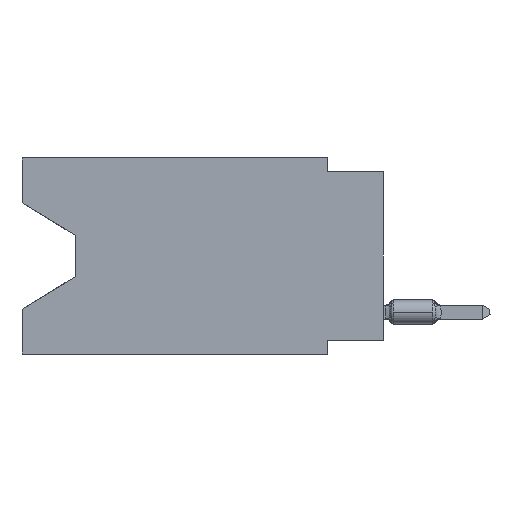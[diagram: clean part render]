
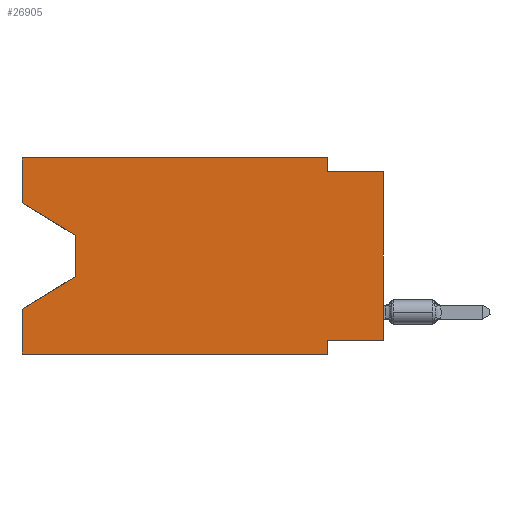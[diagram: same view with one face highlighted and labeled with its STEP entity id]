
A CAD part, left-side view. The second image highlights one B-rep face of the part: STEP entity #26905.
In plain terms, the highlighted planar face has unit normal (-1, 0, 0).
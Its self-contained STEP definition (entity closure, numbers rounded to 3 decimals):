
#378 = CARTESIAN_POINT ( 'NONE',  ( 0., 16.383, -2.038 ) ) ;
#452 = EDGE_CURVE ( 'NONE', #18242, #4245, #36621, .T. ) ;
#812 = LINE ( 'NONE', #29331, #1393 ) ;
#1393 = VECTOR ( 'NONE', #23567, 1000. ) ;
#2241 = VERTEX_POINT ( 'NONE', #2568 ) ;
#2330 = LINE ( 'NONE', #37478, #16646 ) ;
#2568 = CARTESIAN_POINT ( 'NONE',  ( 0., 16.383, -2.038 ) ) ;
#2654 = ORIENTED_EDGE ( 'NONE', *, *, #20419, .T. ) ;
#4197 = VECTOR ( 'NONE', #34562, 1000. ) ;
#4245 = VERTEX_POINT ( 'NONE', #25768 ) ;
#4495 = ORIENTED_EDGE ( 'NONE', *, *, #6901, .T. ) ;
#4834 = EDGE_CURVE ( 'NONE', #28732, #18242, #10587, .T. ) ;
#5901 = VERTEX_POINT ( 'NONE', #26031 ) ;
#6603 = CARTESIAN_POINT ( 'NONE',  ( 0., 0., -0.635 ) ) ;
#6901 = EDGE_CURVE ( 'NONE', #5901, #26899, #812, .T. ) ;
#6977 = CARTESIAN_POINT ( 'NONE',  ( 0., 2.54, -8.255 ) ) ;
#7203 = VECTOR ( 'NONE', #22481, 1000. ) ;
#8011 = DIRECTION ( 'NONE',  ( 0., 0., -1. ) ) ;
#9017 = LINE ( 'NONE', #21577, #4197 ) ;
#9142 = EDGE_CURVE ( 'NONE', #14302, #28732, #9017, .T. ) ;
#9290 = VERTEX_POINT ( 'NONE', #35610 ) ;
#9352 = CARTESIAN_POINT ( 'NONE',  ( 0., 16.383, 0. ) ) ;
#9492 = CARTESIAN_POINT ( 'NONE',  ( 0., 0., -8.255 ) ) ;
#9585 = LINE ( 'NONE', #41538, #39796 ) ;
#9938 = LINE ( 'NONE', #28526, #32634 ) ;
#9966 = CARTESIAN_POINT ( 'NONE',  ( 0., 2.54, -0.635 ) ) ;
#10441 = DIRECTION ( 'NONE',  ( 0., -1., 0. ) ) ;
#10587 = LINE ( 'NONE', #23789, #12874 ) ;
#12778 = DIRECTION ( 'NONE',  ( 0., 0., 1. ) ) ;
#12828 = DIRECTION ( 'NONE',  ( 1., 0., 0. ) ) ;
#12874 = VECTOR ( 'NONE', #14631, 1000. ) ;
#13790 = CARTESIAN_POINT ( 'NONE',  ( 0., 2.54, -8.89 ) ) ;
#13883 = EDGE_CURVE ( 'NONE', #28564, #38138, #9938, .T. ) ;
#13971 = EDGE_CURVE ( 'NONE', #27965, #38138, #27390, .T. ) ;
#14302 = VERTEX_POINT ( 'NONE', #29042 ) ;
#14394 = LINE ( 'NONE', #36942, #32139 ) ;
#14631 = DIRECTION ( 'NONE',  ( 0., 0., -1. ) ) ;
#14758 = ORIENTED_EDGE ( 'NONE', *, *, #4834, .F. ) ;
#15790 = EDGE_CURVE ( 'NONE', #9290, #27965, #34618, .T. ) ;
#16290 = VECTOR ( 'NONE', #21886, 1000. ) ;
#16509 = EDGE_CURVE ( 'NONE', #26899, #30318, #2330, .T. ) ;
#16646 = VECTOR ( 'NONE', #33845, 1000. ) ;
#18242 = VERTEX_POINT ( 'NONE', #9966 ) ;
#18781 = EDGE_CURVE ( 'NONE', #28564, #30318, #14394, .T. ) ;
#20419 = EDGE_CURVE ( 'NONE', #2241, #5901, #26580, .T. ) ;
#21577 = CARTESIAN_POINT ( 'NONE',  ( 0., 16.383, 0. ) ) ;
#21886 = DIRECTION ( 'NONE',  ( 0., 0., 1. ) ) ;
#22182 = DIRECTION ( 'NONE',  ( 0., 0., -1. ) ) ;
#22481 = DIRECTION ( 'NONE',  ( 0., 1., 0. ) ) ;
#23011 = CARTESIAN_POINT ( 'NONE',  ( 0., 2.54, -8.89 ) ) ;
#23316 = VECTOR ( 'NONE', #10441, 1000. ) ;
#23567 = DIRECTION ( 'NONE',  ( 0., 0., -1. ) ) ;
#23789 = CARTESIAN_POINT ( 'NONE',  ( 0., 2.54, 0. ) ) ;
#24067 = ORIENTED_EDGE ( 'NONE', *, *, #38949, .F. ) ;
#24220 = ORIENTED_EDGE ( 'NONE', *, *, #452, .F. ) ;
#24861 = CARTESIAN_POINT ( 'NONE',  ( 0., 0., 0. ) ) ;
#25768 = CARTESIAN_POINT ( 'NONE',  ( 0., 0., -0.635 ) ) ;
#26031 = CARTESIAN_POINT ( 'NONE',  ( 0., 13.97, -3.505 ) ) ;
#26334 = DIRECTION ( 'NONE',  ( 0., -1., 0. ) ) ;
#26580 = LINE ( 'NONE', #378, #31529 ) ;
#26899 = VERTEX_POINT ( 'NONE', #38101 ) ;
#26905 = ADVANCED_FACE ( 'NONE', ( #41103 ), #38514, .F. ) ;
#27112 = ORIENTED_EDGE ( 'NONE', *, *, #18781, .F. ) ;
#27390 = LINE ( 'NONE', #13790, #34660 ) ;
#27965 = VERTEX_POINT ( 'NONE', #6977 ) ;
#28200 = ORIENTED_EDGE ( 'NONE', *, *, #16509, .T. ) ;
#28526 = CARTESIAN_POINT ( 'NONE',  ( 0., 16.383, -8.89 ) ) ;
#28564 = VERTEX_POINT ( 'NONE', #40865 ) ;
#28732 = VERTEX_POINT ( 'NONE', #33978 ) ;
#29042 = CARTESIAN_POINT ( 'NONE',  ( 0., 16.383, 0. ) ) ;
#29188 = EDGE_LOOP ( 'NONE', ( #2654, #4495, #28200, #27112, #29657, #38864, #30054, #37996, #24220, #14758, #32183, #24067 ) ) ;
#29331 = CARTESIAN_POINT ( 'NONE',  ( 0., 13.97, -3.505 ) ) ;
#29657 = ORIENTED_EDGE ( 'NONE', *, *, #13883, .T. ) ;
#30054 = ORIENTED_EDGE ( 'NONE', *, *, #15790, .F. ) ;
#30318 = VERTEX_POINT ( 'NONE', #31419 ) ;
#31278 = AXIS2_PLACEMENT_3D ( 'NONE', #9352, #12828, #22182 ) ;
#31419 = CARTESIAN_POINT ( 'NONE',  ( 0., 16.383, -6.852 ) ) ;
#31529 = VECTOR ( 'NONE', #35708, 1000. ) ;
#32139 = VECTOR ( 'NONE', #36735, 1000. ) ;
#32183 = ORIENTED_EDGE ( 'NONE', *, *, #9142, .F. ) ;
#32634 = VECTOR ( 'NONE', #26334, 1000. ) ;
#32700 = EDGE_CURVE ( 'NONE', #9290, #4245, #40645, .T. ) ;
#33845 = DIRECTION ( 'NONE',  ( 0., 0.855, -0.519 ) ) ;
#33978 = CARTESIAN_POINT ( 'NONE',  ( 0., 2.54, 0. ) ) ;
#34562 = DIRECTION ( 'NONE',  ( 0., -1., 0. ) ) ;
#34618 = LINE ( 'NONE', #9492, #7203 ) ;
#34660 = VECTOR ( 'NONE', #8011, 1000. ) ;
#35610 = CARTESIAN_POINT ( 'NONE',  ( 0., 0., -8.255 ) ) ;
#35708 = DIRECTION ( 'NONE',  ( 0., -0.855, -0.519 ) ) ;
#36621 = LINE ( 'NONE', #6603, #23316 ) ;
#36735 = DIRECTION ( 'NONE',  ( 0., 0., 1. ) ) ;
#36942 = CARTESIAN_POINT ( 'NONE',  ( 0., 16.383, 0. ) ) ;
#37478 = CARTESIAN_POINT ( 'NONE',  ( 0., 13.97, -5.385 ) ) ;
#37996 = ORIENTED_EDGE ( 'NONE', *, *, #32700, .T. ) ;
#38101 = CARTESIAN_POINT ( 'NONE',  ( 0., 13.97, -5.385 ) ) ;
#38138 = VERTEX_POINT ( 'NONE', #23011 ) ;
#38514 = PLANE ( 'NONE',  #31278 ) ;
#38864 = ORIENTED_EDGE ( 'NONE', *, *, #13971, .F. ) ;
#38949 = EDGE_CURVE ( 'NONE', #2241, #14302, #9585, .T. ) ;
#39796 = VECTOR ( 'NONE', #12778, 1000. ) ;
#40645 = LINE ( 'NONE', #24861, #16290 ) ;
#40865 = CARTESIAN_POINT ( 'NONE',  ( 0., 16.383, -8.89 ) ) ;
#41103 = FACE_OUTER_BOUND ( 'NONE', #29188, .T. ) ;
#41538 = CARTESIAN_POINT ( 'NONE',  ( 0., 16.383, 0. ) ) ;
